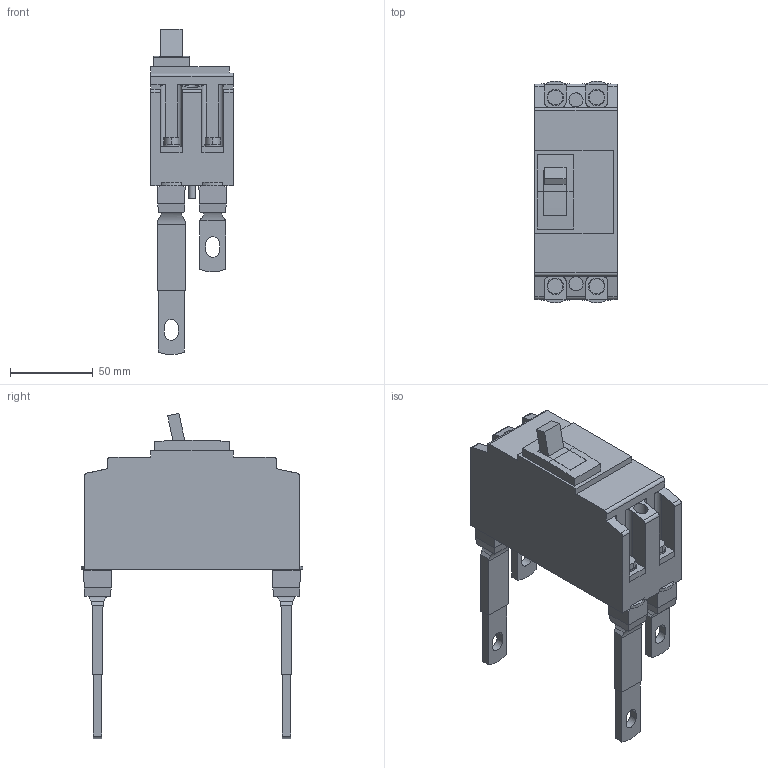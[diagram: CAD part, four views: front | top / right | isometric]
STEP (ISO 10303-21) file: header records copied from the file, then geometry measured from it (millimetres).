
FILE_DESCRIPTION(('CoCreate Modeling STEP Export'),'2;1');
FILE_NAME('Ｓ１２５ＳＦ２Ｒ.stp','2014-03-31T 8:02:31',(''),(''),'CoCreate Modeling STEP processor for AP214 (Solid Model)','CoCreate Modeling 17.0 01-Apr-2010 (C) Parametric Technology GmbH','');
FILE_SCHEMA(('AUTOMOTIVE_DESIGN { 1 0 10303 214 1 1 1 1 }'));
Length unit declared in the file: millimetre
Products named in the file (5): P1; P2.3; P3.3; P4.1; Ｓ１２５ＳＦ２Ｒ
Assembly tree (11 placements, depth 2):
  Ｓ１２５ＳＦ２Ｒ
    P3.3  x4
    P4.1  x2
    P2.3  x4
    P1
Bounding box: 50 x 134 x 196.36 mm (x, y, z)
Volume: 458175.8 mm3; surface area: 66829.7 mm2
Topology: 11 solids, 11 shells, 321 faces, 795 edges, 520 vertices
Faces by surface type: plane 205, cylinder 116
Entity records: 8825 total; most frequent: CARTESIAN_POINT 2002, ORIENTED_EDGE 1314, DIRECTION 1189, EDGE_CURVE 657, VECTOR 439, LINE 439, VERTEX_POINT 428, AXIS2_PLACEMENT_3D 375
